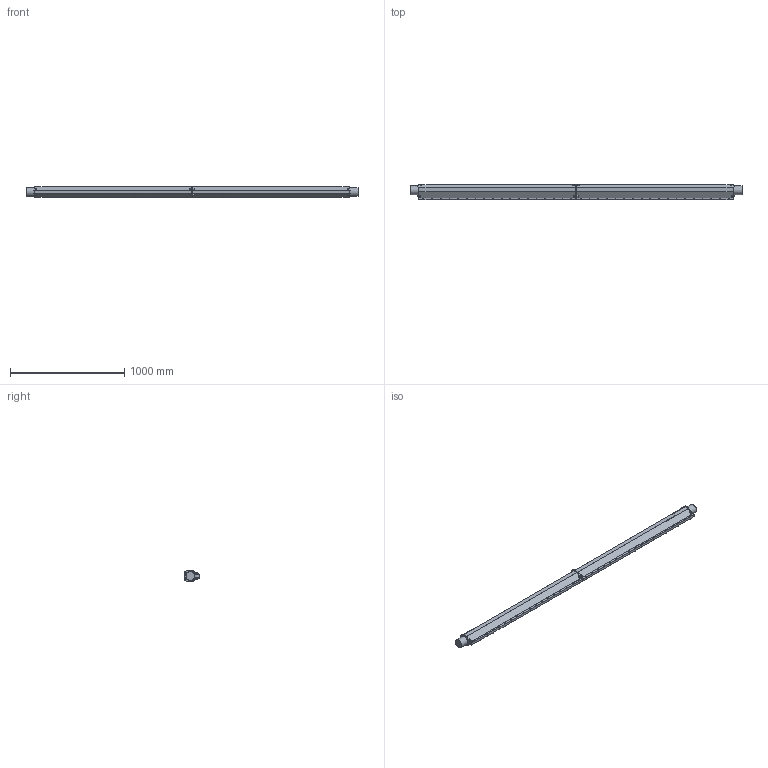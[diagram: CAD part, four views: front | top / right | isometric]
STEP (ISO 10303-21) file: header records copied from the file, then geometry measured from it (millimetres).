
FILE_DESCRIPTION(/* description */ (''),/* implementation_level */ '2;1');
FILE_NAME(/* name */ 'MAP2xxxxxx108 DUMMY.stp',/* time_stamp */ '2018-02-06T15:05:12-05:00',/* author */ ('James'),/* organization */ (''),/* preprocessor_version */ 'ST-DEVELOPER v16.5',/* originating_system */ 'Autodesk Inventor 2017',/* authorisation */ '');
FILE_SCHEMA (('AUTOMOTIVE_DESIGN { 1 0 10303 214 3 1 1 }'));
Products named in the file (1): MAP2xxxxxx108 DUMMY
Bounding box: 2907.69 x 139.71 x 96.54 mm (x, y, z)
Volume: 23713666.1 mm3; surface area: 1106864.1 mm2
Topology: 1 solids, 1 shells, 2151 faces, 4806 edges, 3031 vertices
Faces by surface type: plane 911, cone 694, cylinder 349, bspline 99, sphere 62, torus 36
Full cylindrical faces by diameter (mm): 5.791 x2, 8.5 x4, 9 x72, 9.5 x26, 10.5 x36, 11 x62, 76.2 x2
Entity records: 163863 total; most frequent: CARTESIAN_POINT 120838, ORIENTED_EDGE 8768, DIRECTION 8271, EDGE_CURVE 4384, AXIS2_PLACEMENT_3D 3555, VERTEX_POINT 2891, EDGE_LOOP 2819, FACE_OUTER_BOUND 2151
